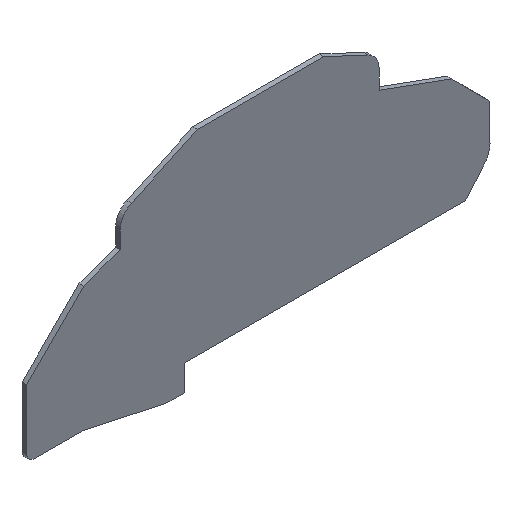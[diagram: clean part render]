
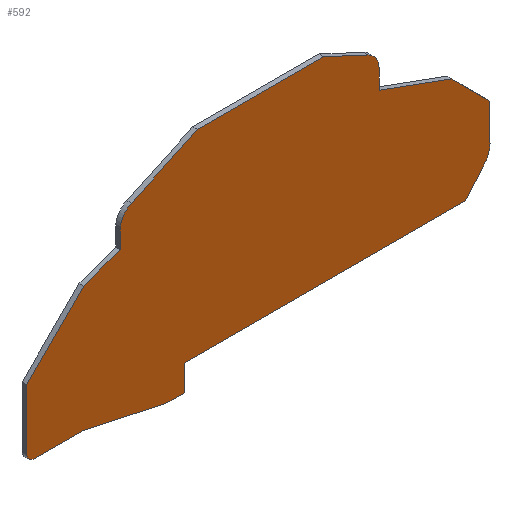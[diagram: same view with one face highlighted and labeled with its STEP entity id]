
A CAD part, isometric view. The second image highlights one B-rep face of the part: STEP entity #592.
In plain terms, the highlighted planar face has unit normal (0, -1, 0).
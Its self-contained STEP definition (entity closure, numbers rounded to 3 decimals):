
#48=CIRCLE('',#619,6.);
#49=CIRCLE('',#625,5.);
#50=CIRCLE('',#630,5.);
#51=CIRCLE('',#636,2.);
#181=ORIENTED_EDGE('',*,*,#205,.T.);
#182=ORIENTED_EDGE('',*,*,#233,.F.);
#183=ORIENTED_EDGE('',*,*,#235,.F.);
#184=ORIENTED_EDGE('',*,*,#237,.F.);
#185=ORIENTED_EDGE('',*,*,#239,.F.);
#186=ORIENTED_EDGE('',*,*,#241,.F.);
#187=ORIENTED_EDGE('',*,*,#243,.F.);
#188=ORIENTED_EDGE('',*,*,#245,.F.);
#189=ORIENTED_EDGE('',*,*,#247,.F.);
#190=ORIENTED_EDGE('',*,*,#249,.F.);
#191=ORIENTED_EDGE('',*,*,#251,.F.);
#192=ORIENTED_EDGE('',*,*,#253,.F.);
#193=ORIENTED_EDGE('',*,*,#255,.F.);
#194=ORIENTED_EDGE('',*,*,#257,.F.);
#195=ORIENTED_EDGE('',*,*,#259,.F.);
#196=ORIENTED_EDGE('',*,*,#261,.F.);
#197=ORIENTED_EDGE('',*,*,#263,.F.);
#198=ORIENTED_EDGE('',*,*,#265,.F.);
#199=ORIENTED_EDGE('',*,*,#267,.F.);
#200=ORIENTED_EDGE('',*,*,#268,.F.);
#201=ORIENTED_EDGE('',*,*,#206,.F.);
#205=EDGE_CURVE('',#277,#280,#334,.T.);
#206=EDGE_CURVE('',#277,#281,#335,.T.);
#233=EDGE_CURVE('',#305,#280,#354,.T.);
#235=EDGE_CURVE('',#306,#305,#48,.T.);
#237=EDGE_CURVE('',#307,#306,#357,.T.);
#239=EDGE_CURVE('',#308,#307,#359,.T.);
#241=EDGE_CURVE('',#309,#308,#361,.T.);
#243=EDGE_CURVE('',#310,#309,#363,.T.);
#245=EDGE_CURVE('',#311,#310,#49,.T.);
#247=EDGE_CURVE('',#312,#311,#366,.T.);
#249=EDGE_CURVE('',#313,#312,#368,.T.);
#251=EDGE_CURVE('',#314,#313,#370,.T.);
#253=EDGE_CURVE('',#315,#314,#50,.T.);
#255=EDGE_CURVE('',#316,#315,#373,.T.);
#257=EDGE_CURVE('',#317,#316,#375,.T.);
#259=EDGE_CURVE('',#318,#317,#377,.T.);
#261=EDGE_CURVE('',#319,#318,#379,.T.);
#263=EDGE_CURVE('',#320,#319,#51,.T.);
#265=EDGE_CURVE('',#321,#320,#382,.T.);
#267=EDGE_CURVE('',#322,#321,#384,.T.);
#268=EDGE_CURVE('',#281,#322,#385,.T.);
#277=VERTEX_POINT('',#795);
#280=VERTEX_POINT('',#800);
#281=VERTEX_POINT('',#804);
#305=VERTEX_POINT('',#856);
#306=VERTEX_POINT('',#860);
#307=VERTEX_POINT('',#864);
#308=VERTEX_POINT('',#868);
#309=VERTEX_POINT('',#872);
#310=VERTEX_POINT('',#876);
#311=VERTEX_POINT('',#880);
#312=VERTEX_POINT('',#884);
#313=VERTEX_POINT('',#888);
#314=VERTEX_POINT('',#892);
#315=VERTEX_POINT('',#896);
#316=VERTEX_POINT('',#900);
#317=VERTEX_POINT('',#904);
#318=VERTEX_POINT('',#908);
#319=VERTEX_POINT('',#912);
#320=VERTEX_POINT('',#916);
#321=VERTEX_POINT('',#920);
#322=VERTEX_POINT('',#924);
#334=LINE('',#801,#389);
#335=LINE('',#803,#390);
#354=LINE('',#857,#409);
#357=LINE('',#865,#412);
#359=LINE('',#869,#414);
#361=LINE('',#873,#416);
#363=LINE('',#877,#418);
#366=LINE('',#885,#421);
#368=LINE('',#889,#423);
#370=LINE('',#893,#425);
#373=LINE('',#901,#428);
#375=LINE('',#905,#430);
#377=LINE('',#909,#432);
#379=LINE('',#913,#434);
#382=LINE('',#921,#437);
#384=LINE('',#925,#439);
#385=LINE('',#927,#440);
#389=VECTOR('',#656,1000.);
#390=VECTOR('',#659,1000.);
#409=VECTOR('',#698,1000.);
#412=VECTOR('',#707,1000.);
#414=VECTOR('',#711,1000.);
#416=VECTOR('',#715,1000.);
#418=VECTOR('',#719,1000.);
#421=VECTOR('',#728,1000.);
#423=VECTOR('',#732,1000.);
#425=VECTOR('',#736,1000.);
#428=VECTOR('',#745,1000.);
#430=VECTOR('',#749,1000.);
#432=VECTOR('',#753,1000.);
#434=VECTOR('',#757,1000.);
#437=VECTOR('',#766,1000.);
#439=VECTOR('',#770,1000.);
#440=VECTOR('',#773,1000.);
#487=EDGE_LOOP('',(#181,#182,#183,#184,#185,#186,#187,#188,#189,#190,#191,
#192,#193,#194,#195,#196,#197,#198,#199,#200,#201));
#534=FACE_BOUND('',#487,.T.);
#557=PLANE('',#648);
#592=ADVANCED_FACE('',(#534),#557,.T.);
#619=AXIS2_PLACEMENT_3D('',#861,#702,#703);
#625=AXIS2_PLACEMENT_3D('',#881,#723,#724);
#630=AXIS2_PLACEMENT_3D('',#897,#740,#741);
#636=AXIS2_PLACEMENT_3D('',#917,#761,#762);
#648=AXIS2_PLACEMENT_3D('',#1284,#790,#791);
#656=DIRECTION('',(1.,0.,0.));
#659=DIRECTION('',(0.,0.,-1.));
#698=DIRECTION('',(-0.65,0.,-0.76));
#702=DIRECTION('',(0.,1.,0.));
#703=DIRECTION('',(0.,0.,1.));
#707=DIRECTION('',(0.,0.,-1.));
#711=DIRECTION('',(0.707,0.,-0.707));
#715=DIRECTION('',(0.94,0.,-0.342));
#719=DIRECTION('',(0.,0.,-1.));
#723=DIRECTION('',(0.,1.,0.));
#724=DIRECTION('',(0.,0.,1.));
#728=DIRECTION('',(0.906,0.,-0.423));
#732=DIRECTION('',(1.,0.,0.));
#736=DIRECTION('',(0.906,0.,0.423));
#740=DIRECTION('',(0.,1.,0.));
#741=DIRECTION('',(0.,0.,1.));
#745=DIRECTION('',(0.,0.,1.));
#749=DIRECTION('',(0.94,0.,0.342));
#753=DIRECTION('',(0.707,0.,0.707));
#757=DIRECTION('',(0.,0.,1.));
#761=DIRECTION('',(0.,1.,0.));
#762=DIRECTION('',(0.,0.,1.));
#766=DIRECTION('',(-1.,0.,0.));
#770=DIRECTION('',(-0.978,0.,0.21));
#773=DIRECTION('',(-1.,0.,0.));
#790=DIRECTION('',(0.,-1.,0.));
#791=DIRECTION('',(0.,0.,-1.));
#795=CARTESIAN_POINT('',(-19.126,-1.2,-19.374));
#800=CARTESIAN_POINT('',(53.403,-1.2,-19.374));
#801=CARTESIAN_POINT('',(-30.62,-1.2,-19.374));
#803=CARTESIAN_POINT('',(-19.126,-1.2,-26.043));
#804=CARTESIAN_POINT('',(-19.126,-1.2,-26.043));
#856=CARTESIAN_POINT('',(58.438,-1.2,-13.488));
#857=CARTESIAN_POINT('',(53.403,-1.2,-19.374));
#860=CARTESIAN_POINT('',(59.729,-1.2,-9.771));
#861=CARTESIAN_POINT('',(53.729,-1.2,-9.771));
#864=CARTESIAN_POINT('',(59.729,-1.2,-0.335));
#865=CARTESIAN_POINT('',(59.729,-1.2,-9.771));
#868=CARTESIAN_POINT('',(49.792,-1.2,9.602));
#869=CARTESIAN_POINT('',(59.729,-1.2,-0.335));
#872=CARTESIAN_POINT('',(31.155,-1.2,16.386));
#873=CARTESIAN_POINT('',(49.792,-1.2,9.602));
#876=CARTESIAN_POINT('',(31.155,-1.2,21.169));
#877=CARTESIAN_POINT('',(31.155,-1.2,16.386));
#880=CARTESIAN_POINT('',(28.268,-1.2,25.7));
#881=CARTESIAN_POINT('',(26.155,-1.2,21.169));
#884=CARTESIAN_POINT('',(16.809,-1.2,31.043));
#885=CARTESIAN_POINT('',(28.268,-1.2,25.7));
#888=CARTESIAN_POINT('',(-15.709,-1.2,31.043));
#889=CARTESIAN_POINT('',(16.809,-1.2,31.043));
#892=CARTESIAN_POINT('',(-32.733,-1.2,23.105));
#893=CARTESIAN_POINT('',(-15.709,-1.2,31.043));
#896=CARTESIAN_POINT('',(-35.62,-1.2,18.573));
#897=CARTESIAN_POINT('',(-30.62,-1.2,18.573));
#900=CARTESIAN_POINT('',(-35.62,-1.2,14.162));
#901=CARTESIAN_POINT('',(-35.62,-1.2,18.573));
#904=CARTESIAN_POINT('',(-45.038,-1.2,10.734));
#905=CARTESIAN_POINT('',(-35.62,-1.2,14.162));
#908=CARTESIAN_POINT('',(-59.729,-1.2,-3.957));
#909=CARTESIAN_POINT('',(-45.038,-1.2,10.734));
#912=CARTESIAN_POINT('',(-59.729,-1.2,-19.428));
#913=CARTESIAN_POINT('',(-59.729,-1.2,-3.957));
#916=CARTESIAN_POINT('',(-57.729,-1.2,-21.428));
#917=CARTESIAN_POINT('',(-57.729,-1.2,-19.428));
#920=CARTESIAN_POINT('',(-45.346,-1.2,-21.428));
#921=CARTESIAN_POINT('',(-57.729,-1.2,-21.428));
#924=CARTESIAN_POINT('',(-23.816,-1.2,-26.043));
#925=CARTESIAN_POINT('',(-45.346,-1.2,-21.428));
#927=CARTESIAN_POINT('',(-23.816,-1.2,-26.043));
#1284=CARTESIAN_POINT('',(-15.6,-1.2,20.043));
